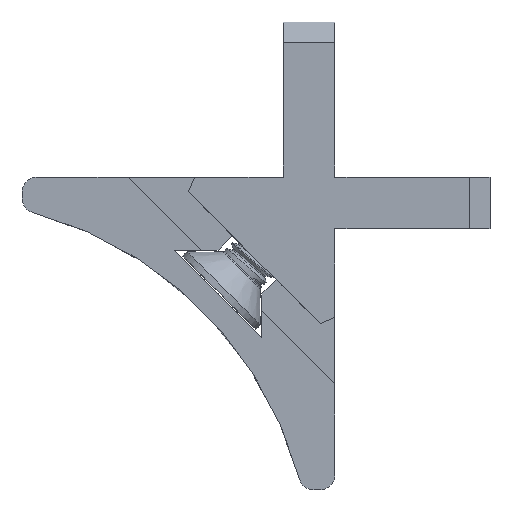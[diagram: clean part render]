
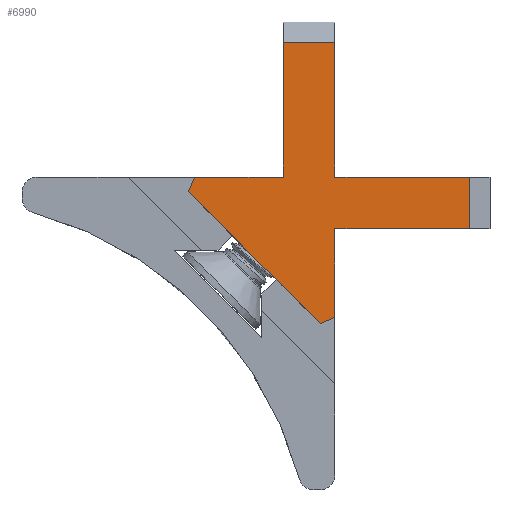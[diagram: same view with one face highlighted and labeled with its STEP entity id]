
A CAD part, left-side view. The second image highlights one B-rep face of the part: STEP entity #6990.
In plain terms, the highlighted planar face has unit normal (-1, 0, 0).
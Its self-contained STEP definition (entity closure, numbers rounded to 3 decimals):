
#6927 = EDGE_CURVE('',#6928,#6930,#6932,.T.);
#6928 = VERTEX_POINT('',#6929);
#6929 = CARTESIAN_POINT('',(-6.,0.,-5.));
#6930 = VERTEX_POINT('',#6931);
#6931 = CARTESIAN_POINT('',(-6.,-13.,-5.));
#6932 = LINE('',#6933,#6934);
#6933 = CARTESIAN_POINT('',(-6.,0.,-5.));
#6934 = VECTOR('',#6935,1.);
#6935 = DIRECTION('',(0.,-1.,0.));
#6990 = ADVANCED_FACE('',(#6991),#7072,.F.);
#6991 = FACE_BOUND('',#6992,.F.);
#6992 = EDGE_LOOP('',(#6993,#6994,#7002,#7010,#7018,#7026,#7034,#7042,
    #7050,#7058,#7066));
#6993 = ORIENTED_EDGE('',*,*,#6927,.F.);
#6994 = ORIENTED_EDGE('',*,*,#6995,.T.);
#6995 = EDGE_CURVE('',#6928,#6996,#6998,.T.);
#6996 = VERTEX_POINT('',#6997);
#6997 = CARTESIAN_POINT('',(-6.,0.,-13.586));
#6998 = LINE('',#6999,#7000);
#6999 = CARTESIAN_POINT('',(-6.,0.,-5.));
#7000 = VECTOR('',#7001,1.);
#7001 = DIRECTION('',(0.,0.,-1.));
#7002 = ORIENTED_EDGE('',*,*,#7003,.T.);
#7003 = EDGE_CURVE('',#6996,#7004,#7006,.T.);
#7004 = VERTEX_POINT('',#7005);
#7005 = CARTESIAN_POINT('',(-6.,1.414,-14.172));
#7006 = LINE('',#7007,#7008);
#7007 = CARTESIAN_POINT('',(-6.,-1.415,-13.));
#7008 = VECTOR('',#7009,1.);
#7009 = DIRECTION('',(0.,0.924,-0.383)
  );
#7010 = ORIENTED_EDGE('',*,*,#7011,.F.);
#7011 = EDGE_CURVE('',#7012,#7004,#7014,.T.);
#7012 = VERTEX_POINT('',#7013);
#7013 = CARTESIAN_POINT('',(-6.,14.172,-1.414));
#7014 = LINE('',#7015,#7016);
#7015 = CARTESIAN_POINT('',(-6.,7.793,-7.793));
#7016 = VECTOR('',#7017,1.);
#7017 = DIRECTION('',(0.,-0.707,-0.707
    ));
#7018 = ORIENTED_EDGE('',*,*,#7019,.T.);
#7019 = EDGE_CURVE('',#7012,#7020,#7022,.T.);
#7020 = VERTEX_POINT('',#7021);
#7021 = CARTESIAN_POINT('',(-6.,13.586,0.));
#7022 = LINE('',#7023,#7024);
#7023 = CARTESIAN_POINT('',(-6.,13.,1.415));
#7024 = VECTOR('',#7025,1.);
#7025 = DIRECTION('',(0.,-0.383,0.924
    ));
#7026 = ORIENTED_EDGE('',*,*,#7027,.T.);
#7027 = EDGE_CURVE('',#7020,#7028,#7030,.T.);
#7028 = VERTEX_POINT('',#7029);
#7029 = CARTESIAN_POINT('',(-6.,5.,0.));
#7030 = LINE('',#7031,#7032);
#7031 = CARTESIAN_POINT('',(-6.,17.,0.));
#7032 = VECTOR('',#7033,1.);
#7033 = DIRECTION('',(0.,-1.,0.));
#7034 = ORIENTED_EDGE('',*,*,#7035,.F.);
#7035 = EDGE_CURVE('',#7036,#7028,#7038,.T.);
#7036 = VERTEX_POINT('',#7037);
#7037 = CARTESIAN_POINT('',(-6.,5.,13.));
#7038 = LINE('',#7039,#7040);
#7039 = CARTESIAN_POINT('',(-6.,5.,15.));
#7040 = VECTOR('',#7041,1.);
#7041 = DIRECTION('',(0.,0.,-1.));
#7042 = ORIENTED_EDGE('',*,*,#7043,.F.);
#7043 = EDGE_CURVE('',#7044,#7036,#7046,.T.);
#7044 = VERTEX_POINT('',#7045);
#7045 = CARTESIAN_POINT('',(-6.,0.,13.));
#7046 = LINE('',#7047,#7048);
#7047 = CARTESIAN_POINT('',(-6.,0.,13.));
#7048 = VECTOR('',#7049,1.);
#7049 = DIRECTION('',(0.,1.,0.));
#7050 = ORIENTED_EDGE('',*,*,#7051,.F.);
#7051 = EDGE_CURVE('',#7052,#7044,#7054,.T.);
#7052 = VERTEX_POINT('',#7053);
#7053 = CARTESIAN_POINT('',(-6.,0.,0.));
#7054 = LINE('',#7055,#7056);
#7055 = CARTESIAN_POINT('',(-6.,0.,0.));
#7056 = VECTOR('',#7057,1.);
#7057 = DIRECTION('',(0.,0.,1.));
#7058 = ORIENTED_EDGE('',*,*,#7059,.F.);
#7059 = EDGE_CURVE('',#7060,#7052,#7062,.T.);
#7060 = VERTEX_POINT('',#7061);
#7061 = CARTESIAN_POINT('',(-6.,-13.,0.));
#7062 = LINE('',#7063,#7064);
#7063 = CARTESIAN_POINT('',(-6.,-15.,0.));
#7064 = VECTOR('',#7065,1.);
#7065 = DIRECTION('',(0.,1.,0.));
#7066 = ORIENTED_EDGE('',*,*,#7067,.F.);
#7067 = EDGE_CURVE('',#6930,#7060,#7068,.T.);
#7068 = LINE('',#7069,#7070);
#7069 = CARTESIAN_POINT('',(-6.,-13.,-5.));
#7070 = VECTOR('',#7071,1.);
#7071 = DIRECTION('',(0.,0.,1.));
#7072 = PLANE('',#7073);
#7073 = AXIS2_PLACEMENT_3D('',#7074,#7075,#7076);
#7074 = CARTESIAN_POINT('',(-6.,1.049,-1.049));
#7075 = DIRECTION('',(1.,0.,0.));
#7076 = DIRECTION('',(0.,0.,1.));
